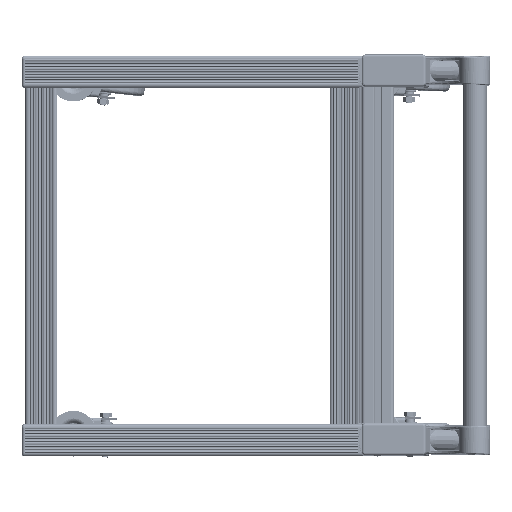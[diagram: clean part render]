
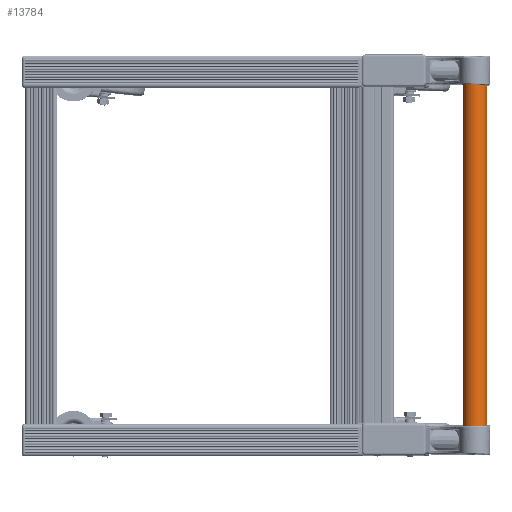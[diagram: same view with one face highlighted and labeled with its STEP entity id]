
A CAD part, top view. The second image highlights one B-rep face of the part: STEP entity #13784.
In plain terms, the highlighted cylindrical face has radius 15 mm (diameter 30 mm), a full revolution.
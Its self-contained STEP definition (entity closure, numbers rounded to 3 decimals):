
#13784=ADVANCED_FACE('',(#20683,#20684),#20685,.T.);
#20683=FACE_OUTER_BOUND('',#29742,.T.);
#20684=FACE_OUTER_BOUND('',#29743,.T.);
#20685=CYLINDRICAL_SURFACE('',#29744,15.0);
#29742=EDGE_LOOP('',(#48880));
#29743=EDGE_LOOP('',(#48881));
#29744=AXIS2_PLACEMENT_3D('',#48882,#48883,#48884);
#48880=ORIENTED_EDGE('',*,*,#71433,.F.);
#48881=ORIENTED_EDGE('',*,*,#71434,.F.);
#48882=CARTESIAN_POINT('',(-50000.513,47.0,61.0));
#48883=DIRECTION('',(1.0,0.0,0.0));
#48884=DIRECTION('',(0.0,1.0,0.0));
#71433=EDGE_CURVE('',#83241,#83241,#83242,.T.);
#71434=EDGE_CURVE('',#83243,#83243,#83244,.T.);
#83241=VERTEX_POINT('',#100284);
#83242=CIRCLE('',#100285,15.0);
#83243=VERTEX_POINT('',#100286);
#83244=CIRCLE('',#100287,15.0);
#100284=CARTESIAN_POINT('',(-230.513,47.0,76.0));
#100285=AXIS2_PLACEMENT_3D('',#127379,#127380,#127381);
#100286=CARTESIAN_POINT('',(229.487,47.0,46.0));
#100287=AXIS2_PLACEMENT_3D('',#127382,#127383,#127384);
#127379=CARTESIAN_POINT('',(-230.513,47.0,61.0));
#127380=DIRECTION('',(-1.0,0.0,0.0));
#127381=DIRECTION('',(0.0,0.0,1.0));
#127382=CARTESIAN_POINT('',(229.487,47.0,61.0));
#127383=DIRECTION('',(1.0,0.0,0.0));
#127384=DIRECTION('',(0.0,0.0,-1.0));
